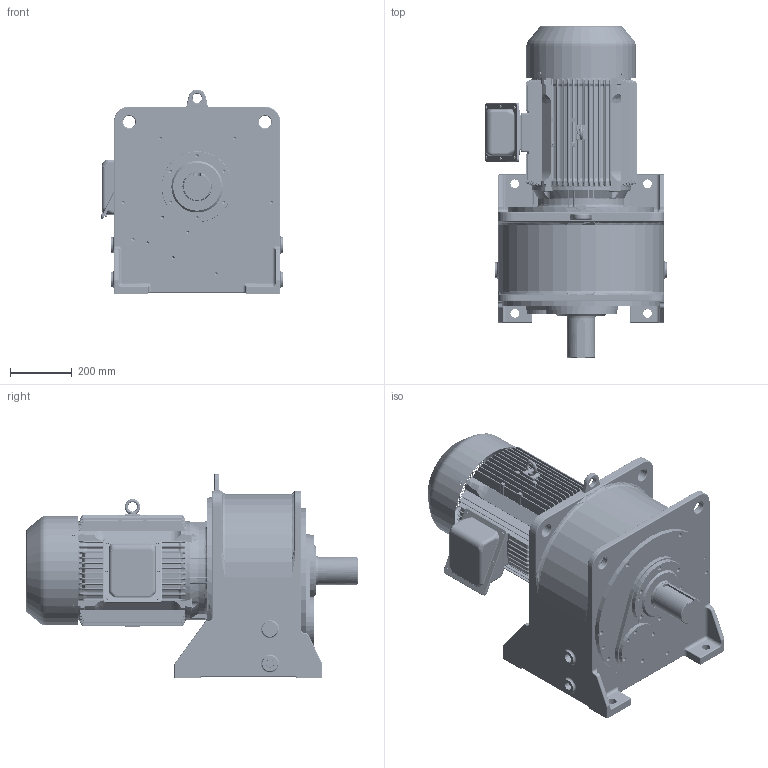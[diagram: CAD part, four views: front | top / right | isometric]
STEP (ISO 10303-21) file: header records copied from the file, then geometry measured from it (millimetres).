
FILE_DESCRIPTION(/* description */ ('Unknown'),/* implementation_level */ '2;1');
FILE_NAME(/* name */ 'EK2DO07204_FHM_30kW_R5_CUSTOMER',/* time_stamp */ '2019-06-24T08:43:25+09:00',/* author */ ('Unknown'),/* organization */ ('Unknown'),/* preprocessor_version */ 'ST-DEVELOPER v16.7',/* originating_system */ 'DEX',/* authorisation */ $);
FILE_SCHEMA (('AP242_MANAGED_MODEL_BASED_3D_ENGINEERING_MIM_LF { 1 0 10303 442 1 1 4 }','AUTOMOTIVE_DESIGN {1 0 10303 214 3 1 1}'));
Products named in the file (20): EK2DO07204_FHM_30kW_R5_CUSTOMER; DKA0100007H001_DGKBS047_Casing_FHM_30KW_R5_KMJ_CUSTOMER; DKG1300003_DGKCS239_CUSTOMER; DKA0700008_DGKDS246; DKD0300010_DGKDS251; DKA0300015_DGKDS256; FR.180L_FLANGE_DMA0501216_熱薑_CUSTOME; 4-4 FR.180L ROUND FRAME_CUSTOMER; 1-4 FR.180L ROUND FRAME + 嬴檜t; FR.180L_ROUND_DMA0300853; M12_嬴檜; 2-1 �ݺ��� �����+��켓+후드+볼트; 饶艽; M6x8_饶靛; 3-1 FR.160~180辨 繹っ; DSMW10142_欽濠4; 陛蝶鰍_; DSMW10143_ī1; M6x15_蘋夥_
Assembly tree (27 placements, depth 4):
  EK2DO07204_FHM_30kW_R5_CUSTOMER
    DKA0100007H001_DGKBS047_Casing_FHM_30KW_R5_KMJ_CUSTOMER
    DKG1300003_DGKCS239_CUSTOMER
    DKA0700008_DGKDS246
    DKD0300010_DGKDS251
    DKA0300015_DGKDS256
    FR.180L_FLANGE_DMA0501216_熱薑_CUSTOME
    4-4 FR.180L ROUND FRAME_CUSTOMER
      1-4 FR.180L ROUND FRAME + 嬴檜t
        FR.180L_ROUND_DMA0300853
        M12_嬴檜
      2-1 �ݺ��� �����+��켓+후드+볼트
        饶艽
        M6x8_饶靛  x4
      3-1 FR.160~180辨 繹っ
        DSMW10142_欽濠4
        陛蝶鰍_
        DSMW10143_ī1
        陛蝶鰍_
        M6x15_蘋夥_  x6
Bounding box: 591.14 x 1075.75 x 664 mm (x, y, z)
Volume: 137379183 mm3; surface area: 5039966.9 mm2
Topology: 23 solids, 24 shells, 7492 faces, 20228 edges, 12785 vertices
Faces by surface type: cylinder 3109, plane 2558, bspline 1211, torus 334, cone 216, sphere 64
Full cylindrical faces by diameter (mm): 2.6 x4, 5 x6, 6 x10, 7 x12, 8 x6, 8.376 x12, 9 x1, 9.4 x1, 10 x2, 10.106 x40, 11 x8, 12 x5, 13.835 x12, 14 x16, 19 x6, 25 x1, 28 x4, 30 x1, 30.505 x1, 32 x2, 40 x4, 42 x1, 50 x4, 70 x2, 80 x1, 90 x1, 95 x1, 98 x2, 109 x1, 110 x1
Entity records: 247282 total; most frequent: CARTESIAN_POINT 64679, ORIENTED_EDGE 39000, DIRECTION 37111, EDGE_CURVE 19500, AXIS2_PLACEMENT_3D 13640, VERTEX_POINT 12500, LINE 9831, VECTOR 9831
